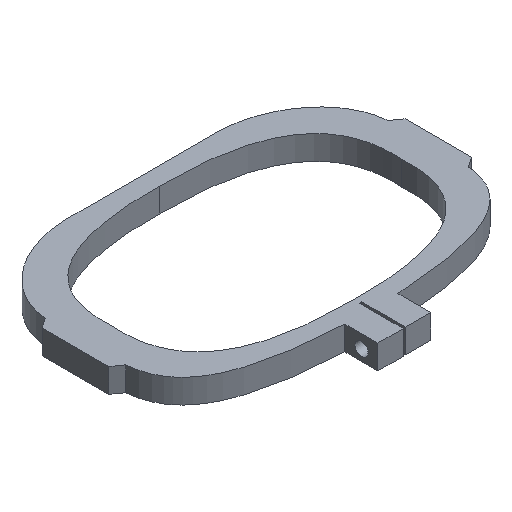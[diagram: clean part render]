
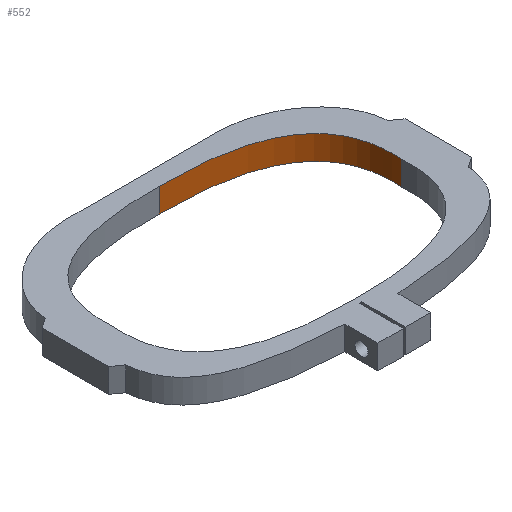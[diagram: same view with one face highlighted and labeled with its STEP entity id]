
A CAD part, isometric view. The second image highlights one B-rep face of the part: STEP entity #552.
In plain terms, the highlighted free-form (B-spline) face has degree [3, 1] with [7, 2] control points.
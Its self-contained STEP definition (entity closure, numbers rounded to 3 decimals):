
#26=B_SPLINE_SURFACE_WITH_KNOTS('',3,1,((#1010,#1011),(#1012,#1013),(#1014,
#1015),(#1016,#1017),(#1018,#1019),(#1020,#1021),(#1022,#1023)),
 .SURF_OF_LINEAR_EXTRUSION.,.F.,.F.,.F.,(4,1,1,1,4),(2,2),(0.,0.25,0.5,
0.75,1.),(0.,1.),.UNSPECIFIED.);
#34=(
BOUNDED_CURVE()
B_SPLINE_CURVE(2,(#785,#786,#787),.UNSPECIFIED.,.F.,.F.)
B_SPLINE_CURVE_WITH_KNOTS((3,3),(0.,1.),.UNSPECIFIED.)
CURVE()
GEOMETRIC_REPRESENTATION_ITEM()
RATIONAL_B_SPLINE_CURVE((1.,1.035,1.))
REPRESENTATION_ITEM('')
);
#38=(
BOUNDED_CURVE()
B_SPLINE_CURVE(2,(#889,#890,#891),.UNSPECIFIED.,.F.,.F.)
B_SPLINE_CURVE_WITH_KNOTS((3,3),(0.,1.),.UNSPECIFIED.)
CURVE()
GEOMETRIC_REPRESENTATION_ITEM()
RATIONAL_B_SPLINE_CURVE((1.,1.035,1.))
REPRESENTATION_ITEM('')
);
#174=ORIENTED_EDGE('',*,*,#272,.T.);
#175=ORIENTED_EDGE('',*,*,#220,.F.);
#176=ORIENTED_EDGE('',*,*,#273,.F.);
#177=ORIENTED_EDGE('',*,*,#245,.F.);
#220=EDGE_CURVE('',#296,#297,#34,.T.);
#245=EDGE_CURVE('',#321,#322,#38,.F.);
#272=EDGE_CURVE('',#321,#297,#380,.T.);
#273=EDGE_CURVE('',#322,#296,#381,.T.);
#296=VERTEX_POINT('',#788);
#297=VERTEX_POINT('',#789);
#321=VERTEX_POINT('',#888);
#322=VERTEX_POINT('',#892);
#380=LINE('',#1024,#436);
#381=LINE('',#1025,#437);
#436=VECTOR('',#689,1000.);
#437=VECTOR('',#690,1000.);
#468=EDGE_LOOP('',(#174,#175,#176,#177));
#504=FACE_BOUND('',#468,.T.);
#552=ADVANCED_FACE('',(#504),#26,.T.);
#689=DIRECTION('',(0.,0.,1.));
#690=DIRECTION('',(0.,0.,1.));
#785=CARTESIAN_POINT('',(88.527,19.409,-31.));
#786=CARTESIAN_POINT('',(119.982,19.651,-31.));
#787=CARTESIAN_POINT('',(118.547,-0.894,-31.));
#788=CARTESIAN_POINT('',(88.527,19.409,-31.));
#789=CARTESIAN_POINT('',(118.547,-0.894,-31.));
#888=CARTESIAN_POINT('',(118.547,-0.894,-36.));
#889=CARTESIAN_POINT('',(88.527,19.409,-36.));
#890=CARTESIAN_POINT('',(119.982,19.651,-36.));
#891=CARTESIAN_POINT('',(118.547,-0.894,-36.));
#892=CARTESIAN_POINT('',(88.527,19.409,-36.));
#1010=CARTESIAN_POINT('',(88.527,19.409,-36.));
#1011=CARTESIAN_POINT('',(88.527,19.409,-31.));
#1012=CARTESIAN_POINT('',(93.953,19.451,-36.));
#1013=CARTESIAN_POINT('',(93.953,19.451,-31.));
#1014=CARTESIAN_POINT('',(103.16,18.67,-36.));
#1015=CARTESIAN_POINT('',(103.16,18.67,-31.));
#1016=CARTESIAN_POINT('',(112.583,14.975,-36.));
#1017=CARTESIAN_POINT('',(112.583,14.975,-31.));
#1018=CARTESIAN_POINT('',(117.913,8.693,-36.));
#1019=CARTESIAN_POINT('',(117.913,8.693,-31.));
#1020=CARTESIAN_POINT('',(118.795,2.65,-36.));
#1021=CARTESIAN_POINT('',(118.795,2.65,-31.));
#1022=CARTESIAN_POINT('',(118.547,-0.894,-36.));
#1023=CARTESIAN_POINT('',(118.547,-0.894,-31.));
#1024=CARTESIAN_POINT('',(118.547,-0.894,-39.571));
#1025=CARTESIAN_POINT('',(88.527,19.409,-39.571));
